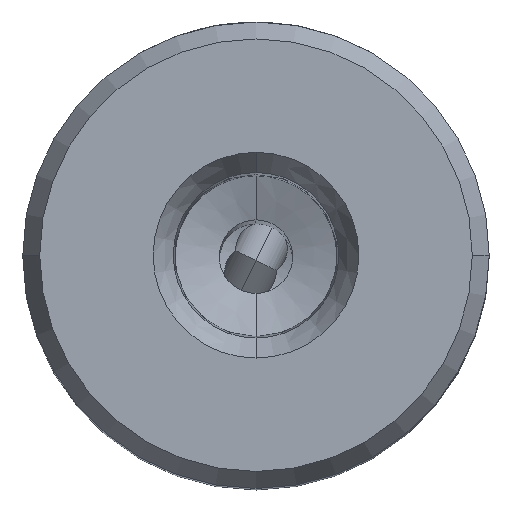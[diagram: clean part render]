
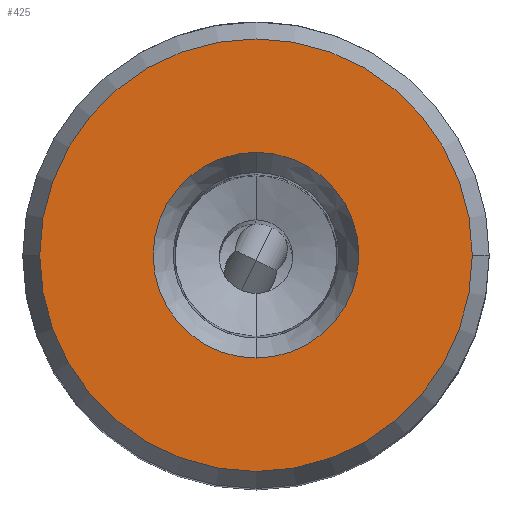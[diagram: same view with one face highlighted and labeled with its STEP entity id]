
A CAD part, top view. The second image highlights one B-rep face of the part: STEP entity #425.
In plain terms, the highlighted planar face has unit normal (0, 0, 1).
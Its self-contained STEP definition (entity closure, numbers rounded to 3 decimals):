
#54=FACE_BOUND('',#731,.T.);
#55=FACE_BOUND('',#732,.T.);
#152=PLANE('',#2905);
#184=CIRCLE('',#2899,7.);
#185=CIRCLE('',#2901,7.);
#186=CIRCLE('',#2903,14.72);
#187=CIRCLE('',#2904,14.72);
#425=ADVANCED_FACE('',(#54,#55),#152,.T.);
#731=EDGE_LOOP('',(#995,#996));
#732=EDGE_LOOP('',(#997,#998));
#995=ORIENTED_EDGE('',*,*,#2148,.T.);
#996=ORIENTED_EDGE('',*,*,#2149,.T.);
#997=ORIENTED_EDGE('',*,*,#2150,.T.);
#998=ORIENTED_EDGE('',*,*,#2151,.T.);
#1820=VERTEX_POINT('',#4747);
#1821=VERTEX_POINT('',#4749);
#1822=VERTEX_POINT('',#4755);
#1823=VERTEX_POINT('',#4756);
#2148=EDGE_CURVE('',#1820,#1821,#184,.T.);
#2149=EDGE_CURVE('',#1821,#1820,#185,.T.);
#2150=EDGE_CURVE('',#1822,#1823,#186,.T.);
#2151=EDGE_CURVE('',#1823,#1822,#187,.T.);
#2899=AXIS2_PLACEMENT_3D('',#4750,#3184,#3185);
#2901=AXIS2_PLACEMENT_3D('',#4752,#3188,#3189);
#2903=AXIS2_PLACEMENT_3D('',#4754,#3192,#3193);
#2904=AXIS2_PLACEMENT_3D('',#4757,#3194,#3195);
#2905=AXIS2_PLACEMENT_3D('',#4758,#3196,#3197);
#3184=DIRECTION('',(0.,0.,-1.));
#3185=DIRECTION('',(0.,-1.,0.));
#3188=DIRECTION('',(0.,0.,-1.));
#3189=DIRECTION('',(0.,1.,0.));
#3192=DIRECTION('',(0.,0.,1.));
#3193=DIRECTION('',(-1.,0.,0.));
#3194=DIRECTION('',(0.,0.,1.));
#3195=DIRECTION('',(1.,0.,0.));
#3196=DIRECTION('',(0.,0.,1.));
#3197=DIRECTION('',(-1.,0.,0.));
#4747=CARTESIAN_POINT('',(0.,-7.,30.2));
#4749=CARTESIAN_POINT('',(0.,7.,30.2));
#4750=CARTESIAN_POINT('',(0.,0.,30.2));
#4752=CARTESIAN_POINT('',(0.,0.,30.2));
#4754=CARTESIAN_POINT('',(0.,0.,30.2));
#4755=CARTESIAN_POINT('',(-14.72,0.,30.2));
#4756=CARTESIAN_POINT('',(14.72,0.,30.2));
#4757=CARTESIAN_POINT('',(0.,0.,30.2));
#4758=CARTESIAN_POINT('',(0.,0.,30.2));
